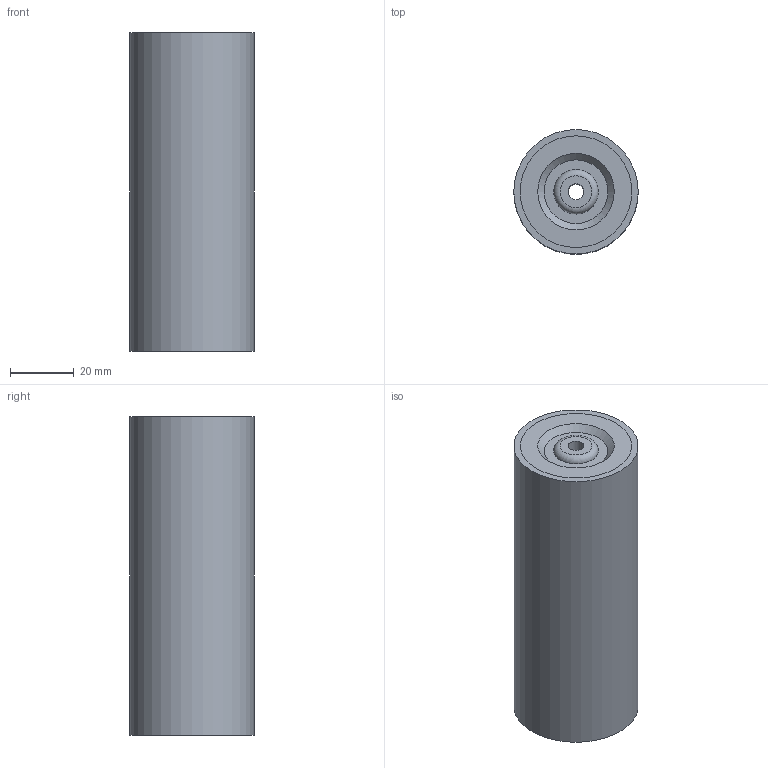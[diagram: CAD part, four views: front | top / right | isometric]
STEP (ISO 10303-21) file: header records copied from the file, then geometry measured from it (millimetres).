
FILE_DESCRIPTION(/* description */ (''),/* implementation_level */ '2;1');
FILE_NAME(/* name */ 'roller.stp',/* time_stamp */ '2024-06-20T09:53:56+04:00',/* author */ ('Tofi'),/* organization */ (''),/* preprocessor_version */ 'ST-DEVELOPER v20',/* originating_system */ 'Autodesk Inventor 2025',/* authorisation */ '');
FILE_SCHEMA (('AUTOMOTIVE_DESIGN { 1 0 10303 214 3 1 1 }'));
Length unit declared in the file: millimetre
Products named in the file (1): Валик Валик
Bounding box: 39 x 39 x 100 mm (x, y, z)
Volume: 116515.9 mm3; surface area: 38375.4 mm2
Topology: 2 solids, 2 shells, 16 faces, 24 edges, 16 vertices
Faces by surface type: plane 8, cylinder 4, cone 2, torus 2
Full cylindrical faces by diameter (mm): 5 x1, 35 x2, 39 x1
Entity records: 429 total; most frequent: DIRECTION 76, CARTESIAN_POINT 57, ORIENTED_EDGE 48, AXIS2_PLACEMENT_3D 35, EDGE_LOOP 24, EDGE_CURVE 24, CIRCLE 18, FACE_OUTER_BOUND 16
